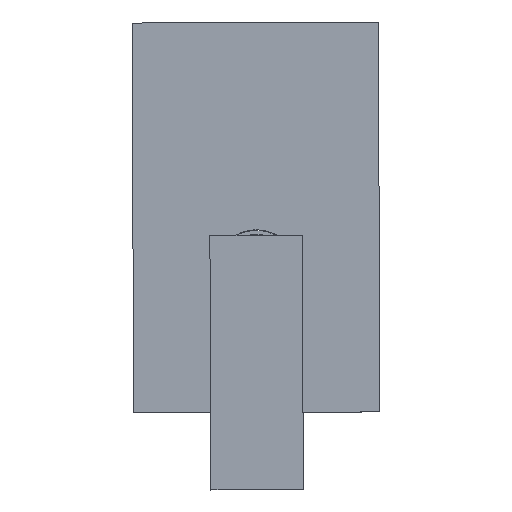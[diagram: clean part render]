
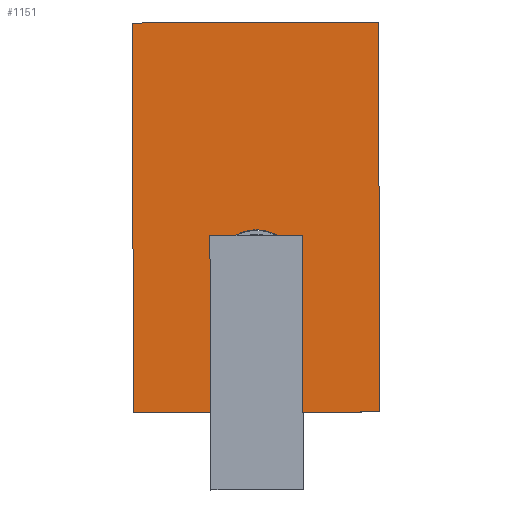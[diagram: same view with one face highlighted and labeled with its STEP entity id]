
A CAD part, top view. The second image highlights one B-rep face of the part: STEP entity #1151.
In plain terms, the highlighted planar face has unit normal (0, 0, 1).
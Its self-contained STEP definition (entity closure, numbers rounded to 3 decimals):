
#10 = CARTESIAN_POINT ( 'NONE',  ( -60., -95., 2. ) ) ;
#52 = CARTESIAN_POINT ( 'NONE',  ( -60., 0., 2. ) ) ;
#62 = ORIENTED_EDGE ( 'NONE', *, *, #685, .F. ) ;
#71 = DIRECTION ( 'NONE',  ( -1., 0., 0. ) ) ;
#75 = FACE_BOUND ( 'NONE', #446, .T. ) ;
#101 = VERTEX_POINT ( 'NONE', #964 ) ;
#110 = DIRECTION ( 'NONE',  ( 1., 0., 0. ) ) ;
#117 = VECTOR ( 'NONE', #177, 1000. ) ;
#120 = VERTEX_POINT ( 'NONE', #843 ) ;
#156 = PLANE ( 'NONE',  #435 ) ;
#177 = DIRECTION ( 'NONE',  ( 0., -1., 0. ) ) ;
#201 = VERTEX_POINT ( 'NONE', #209 ) ;
#209 = CARTESIAN_POINT ( 'NONE',  ( 21., -27., 2. ) ) ;
#215 = ORIENTED_EDGE ( 'NONE', *, *, #275, .F. ) ;
#275 = EDGE_CURVE ( 'NONE', #120, #201, #1381, .T. ) ;
#287 = CARTESIAN_POINT ( 'NONE',  ( -60., 95., 2. ) ) ;
#312 = LINE ( 'NONE', #52, #117 ) ;
#325 = LINE ( 'NONE', #1364, #1024 ) ;
#364 = EDGE_LOOP ( 'NONE', ( #618, #1111, #703, #62 ) ) ;
#435 = AXIS2_PLACEMENT_3D ( 'NONE', #469, #722, #823 ) ;
#444 = AXIS2_PLACEMENT_3D ( 'NONE', #739, #1041, #1147 ) ;
#446 = EDGE_LOOP ( 'NONE', ( #215, #1076 ) ) ;
#460 = EDGE_CURVE ( 'NONE', #494, #883, #312, .T. ) ;
#469 = CARTESIAN_POINT ( 'NONE',  ( 0., 0., 2. ) ) ;
#494 = VERTEX_POINT ( 'NONE', #287 ) ;
#500 = DIRECTION ( 'NONE',  ( -1., 0., 0. ) ) ;
#579 = EDGE_CURVE ( 'NONE', #201, #120, #762, .T. ) ;
#601 = CARTESIAN_POINT ( 'NONE',  ( 0., -95., 2. ) ) ;
#618 = ORIENTED_EDGE ( 'NONE', *, *, #673, .T. ) ;
#657 = FACE_OUTER_BOUND ( 'NONE', #364, .T. ) ;
#673 = EDGE_CURVE ( 'NONE', #101, #494, #1366, .T. ) ;
#685 = EDGE_CURVE ( 'NONE', #101, #811, #325, .T. ) ;
#703 = ORIENTED_EDGE ( 'NONE', *, *, #1182, .F. ) ;
#722 = DIRECTION ( 'NONE',  ( 0., 0., 1. ) ) ;
#739 = CARTESIAN_POINT ( 'NONE',  ( 0., -27., 2. ) ) ;
#754 = CARTESIAN_POINT ( 'NONE',  ( 60., -95., 2. ) ) ;
#761 = DIRECTION ( 'NONE',  ( 0., 0., 1. ) ) ;
#762 = CIRCLE ( 'NONE', #444, 21. ) ;
#811 = VERTEX_POINT ( 'NONE', #754 ) ;
#823 = DIRECTION ( 'NONE',  ( 1., 0., 0. ) ) ;
#843 = CARTESIAN_POINT ( 'NONE',  ( -21., -27., 2. ) ) ;
#876 = CARTESIAN_POINT ( 'NONE',  ( 0., -27., 2. ) ) ;
#883 = VERTEX_POINT ( 'NONE', #10 ) ;
#890 = VECTOR ( 'NONE', #500, 1000. ) ;
#964 = CARTESIAN_POINT ( 'NONE',  ( 60., 95., 2. ) ) ;
#1024 = VECTOR ( 'NONE', #1257, 1000. ) ;
#1041 = DIRECTION ( 'NONE',  ( 0., 0., 1. ) ) ;
#1073 = VECTOR ( 'NONE', #71, 1000. ) ;
#1076 = ORIENTED_EDGE ( 'NONE', *, *, #579, .F. ) ;
#1111 = ORIENTED_EDGE ( 'NONE', *, *, #460, .T. ) ;
#1116 = LINE ( 'NONE', #601, #890 ) ;
#1147 = DIRECTION ( 'NONE',  ( 1., 0., 0. ) ) ;
#1151 = ADVANCED_FACE ( 'NONE', ( #75, #657 ), #156, .T. ) ;
#1182 = EDGE_CURVE ( 'NONE', #811, #883, #1116, .T. ) ;
#1257 = DIRECTION ( 'NONE',  ( 0., -1., 0. ) ) ;
#1260 = AXIS2_PLACEMENT_3D ( 'NONE', #876, #761, #110 ) ;
#1364 = CARTESIAN_POINT ( 'NONE',  ( 60., 0., 2. ) ) ;
#1366 = LINE ( 'NONE', #1370, #1073 ) ;
#1370 = CARTESIAN_POINT ( 'NONE',  ( 0., 95., 2. ) ) ;
#1381 = CIRCLE ( 'NONE', #1260, 21. ) ;
